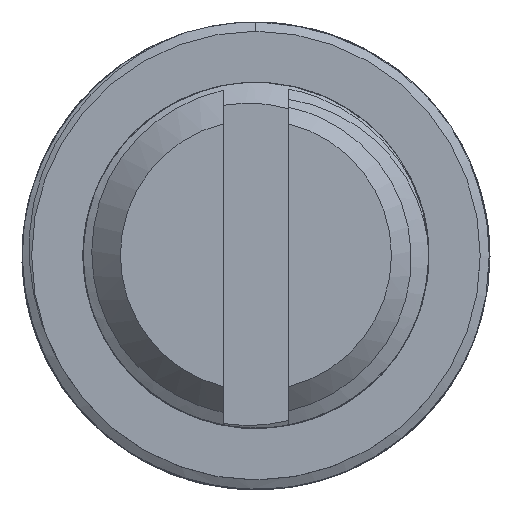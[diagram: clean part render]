
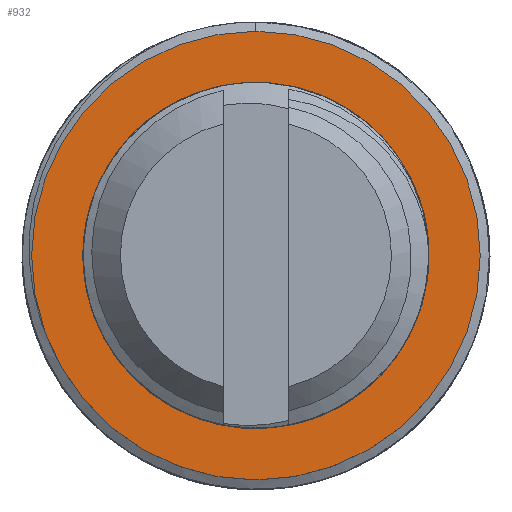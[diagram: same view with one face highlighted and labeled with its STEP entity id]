
A CAD part, top view. The second image highlights one B-rep face of the part: STEP entity #932.
In plain terms, the highlighted planar face has unit normal (0, 0, 1).
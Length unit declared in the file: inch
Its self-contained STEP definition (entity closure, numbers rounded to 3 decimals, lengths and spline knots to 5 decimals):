
#16=FACE_BOUND('',#168,.T.);
#31=PLANE('',#1014);
#112=FACE_OUTER_BOUND('',#167,.T.);
#167=EDGE_LOOP('',(#801));
#168=EDGE_LOOP('',(#802));
#182=CIRCLE('',#996,0.076);
#188=CIRCLE('',#1013,0.12);
#403=VERTEX_POINT('',#3440);
#408=VERTEX_POINT('',#3470);
#530=EDGE_CURVE('',#403,#403,#182,.T.);
#539=EDGE_CURVE('',#408,#408,#188,.T.);
#801=ORIENTED_EDGE('',*,*,#539,.F.);
#802=ORIENTED_EDGE('',*,*,#530,.F.);
#932=ADVANCED_FACE('',(#112,#16),#31,.F.);
#996=AXIS2_PLACEMENT_3D('',#3442,#1124,#1125);
#1013=AXIS2_PLACEMENT_3D('',#3471,#1159,#1160);
#1014=AXIS2_PLACEMENT_3D('',#3473,#1162,#1163);
#1124=DIRECTION('center_axis',(0.,0.,1.));
#1125=DIRECTION('ref_axis',(-1.,0.,0.));
#1159=DIRECTION('center_axis',(0.,0.,-1.));
#1160=DIRECTION('ref_axis',(-1.,0.,0.));
#1162=DIRECTION('center_axis',(0.,0.,-1.));
#1163=DIRECTION('ref_axis',(-1.,0.,0.));
#3440=CARTESIAN_POINT('',(0.076,0.,0.2));
#3442=CARTESIAN_POINT('Origin',(0.,0.,0.2));
#3470=CARTESIAN_POINT('',(0.12,0.,0.2));
#3471=CARTESIAN_POINT('Origin',(0.,0.,0.2));
#3473=CARTESIAN_POINT('Origin',(0.,0.,0.2));
